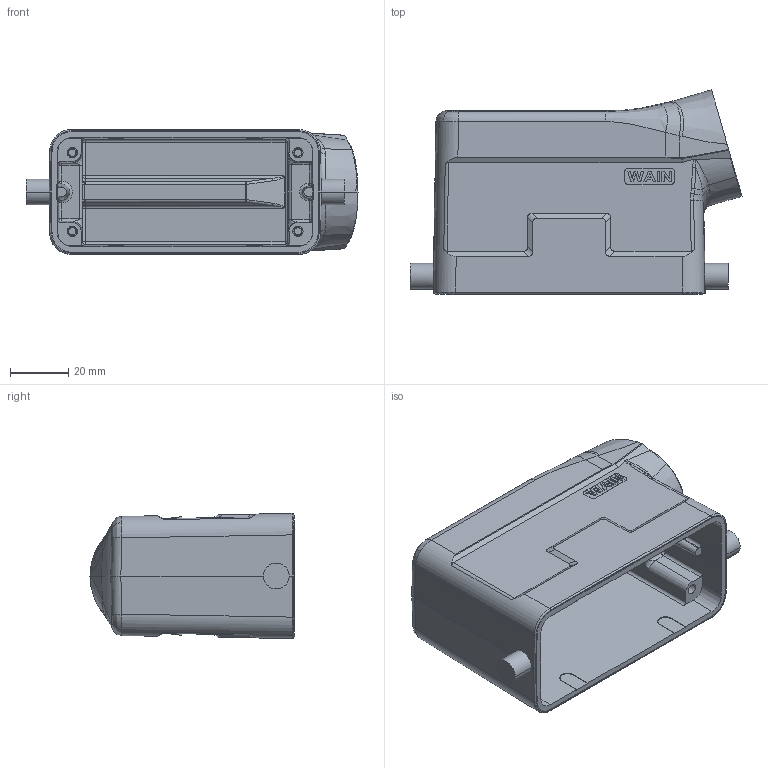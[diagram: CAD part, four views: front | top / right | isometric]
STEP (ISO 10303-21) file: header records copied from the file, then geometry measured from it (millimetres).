
FILE_DESCRIPTION((''),'2;1');
FILE_NAME('W16B-SE','2017-09-20T',('wl.kang'),(''),'PRO/ENGINEER BY PARAMETRIC TECHNOLOGY CORPORATION, 2012480','PRO/ENGINEER BY PARAMETRIC TECHNOLOGY CORPORATION, 2012480','');
FILE_SCHEMA(('AUTOMOTIVE_DESIGN { 1 0 10303 214 1 1 1 1 }'));
Length unit declared in the file: millimetre
Products named in the file (1): W16B-SE
Bounding box: 114.01 x 70.09 x 42.98 mm (x, y, z)
Volume: 67230.2 mm3; surface area: 40311.3 mm2
Topology: 1 solids, 1 shells, 405 faces, 1013 edges, 633 vertices
Faces by surface type: plane 196, cylinder 111, bspline 54, cone 20, sphere 18, extrusion 4, torus 2
Entity records: 15007 total; most frequent: CARTESIAN_POINT 5689, ORIENTED_EDGE 2026, DIRECTION 1708, EDGE_CURVE 1013, VERTEX_POINT 633, VECTOR 626, LINE 622, AXIS2_PLACEMENT_3D 541
